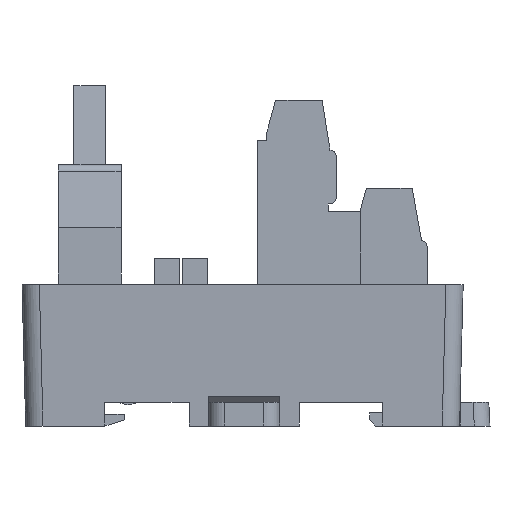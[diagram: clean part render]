
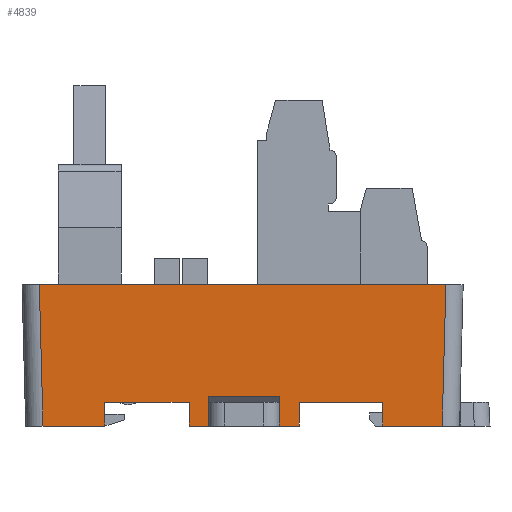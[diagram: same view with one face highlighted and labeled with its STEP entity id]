
A CAD part, left-side view. The second image highlights one B-rep face of the part: STEP entity #4839.
In plain terms, the highlighted planar face has unit normal (-1, 0, -0.026).
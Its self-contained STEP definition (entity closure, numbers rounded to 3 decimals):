
#3011=FACE_OUTER_BOUND('',#9176,.T.);
#4839=ADVANCED_FACE('',(#3011),#6735,.T.);
#6735=PLANE('',#37054);
#9176=EDGE_LOOP('',(#11870,#11871,#11872,#11873,#11874,#11875,#11876,#11877,
#11878,#11879,#11880,#11881,#11882,#11883,#11884,#11885));
#11870=ORIENTED_EDGE('',*,*,#24735,.T.);
#11871=ORIENTED_EDGE('',*,*,#24736,.T.);
#11872=ORIENTED_EDGE('',*,*,#24702,.T.);
#11873=ORIENTED_EDGE('',*,*,#24657,.F.);
#11874=ORIENTED_EDGE('',*,*,#24737,.F.);
#11875=ORIENTED_EDGE('',*,*,#24738,.F.);
#11876=ORIENTED_EDGE('',*,*,#24739,.F.);
#11877=ORIENTED_EDGE('',*,*,#24689,.T.);
#11878=ORIENTED_EDGE('',*,*,#24740,.F.);
#11879=ORIENTED_EDGE('',*,*,#24698,.T.);
#11880=ORIENTED_EDGE('',*,*,#24741,.F.);
#11881=ORIENTED_EDGE('',*,*,#24742,.T.);
#11882=ORIENTED_EDGE('',*,*,#24743,.F.);
#11883=ORIENTED_EDGE('',*,*,#24744,.T.);
#11884=ORIENTED_EDGE('',*,*,#24721,.T.);
#11885=ORIENTED_EDGE('',*,*,#24745,.T.);
#21366=VERTEX_POINT('',#49426);
#21367=VERTEX_POINT('',#49428);
#21398=VERTEX_POINT('',#49493);
#21399=VERTEX_POINT('',#49495);
#21407=VERTEX_POINT('',#49512);
#21408=VERTEX_POINT('',#49514);
#21410=VERTEX_POINT('',#49522);
#21425=VERTEX_POINT('',#49556);
#21426=VERTEX_POINT('',#49558);
#21436=VERTEX_POINT('',#49584);
#21437=VERTEX_POINT('',#49585);
#21438=VERTEX_POINT('',#49588);
#21439=VERTEX_POINT('',#49590);
#21440=VERTEX_POINT('',#49594);
#21441=VERTEX_POINT('',#49596);
#21442=VERTEX_POINT('',#49598);
#24657=EDGE_CURVE('',#21366,#21367,#29497,.T.);
#24689=EDGE_CURVE('',#21399,#21398,#29529,.T.);
#24698=EDGE_CURVE('',#21408,#21407,#29538,.T.);
#24702=EDGE_CURVE('',#21410,#21367,#29542,.T.);
#24721=EDGE_CURVE('',#21426,#21425,#29558,.T.);
#24735=EDGE_CURVE('',#21436,#21437,#29572,.T.);
#24736=EDGE_CURVE('',#21437,#21410,#29573,.T.);
#24737=EDGE_CURVE('',#21438,#21366,#29574,.T.);
#24738=EDGE_CURVE('',#21439,#21438,#29575,.T.);
#24739=EDGE_CURVE('',#21399,#21439,#29576,.T.);
#24740=EDGE_CURVE('',#21408,#21398,#29577,.T.);
#24741=EDGE_CURVE('',#21440,#21407,#29578,.T.);
#24742=EDGE_CURVE('',#21440,#21441,#29579,.T.);
#24743=EDGE_CURVE('',#21442,#21441,#29580,.T.);
#24744=EDGE_CURVE('',#21442,#21426,#29581,.T.);
#24745=EDGE_CURVE('',#21425,#21436,#29582,.T.);
#29497=LINE('',#49427,#33401);
#29529=LINE('',#49494,#33433);
#29538=LINE('',#49513,#33442);
#29542=LINE('',#49521,#33446);
#29558=LINE('',#49557,#33462);
#29572=LINE('',#49583,#33476);
#29573=LINE('',#49586,#33477);
#29574=LINE('',#49587,#33478);
#29575=LINE('',#49589,#33479);
#29576=LINE('',#49591,#33480);
#29577=LINE('',#49592,#33481);
#29578=LINE('',#49593,#33482);
#29579=LINE('',#49595,#33483);
#29580=LINE('',#49597,#33484);
#29581=LINE('',#49599,#33485);
#29582=LINE('',#49600,#33486);
#33401=VECTOR('',#39975,1.);
#33433=VECTOR('',#40013,1.);
#33442=VECTOR('',#40024,1.);
#33446=VECTOR('',#40032,1.);
#33462=VECTOR('',#40056,1.);
#33476=VECTOR('',#40074,1.);
#33477=VECTOR('',#40075,1.);
#33478=VECTOR('',#40076,1.);
#33479=VECTOR('',#40077,1.);
#33480=VECTOR('',#40078,1.);
#33481=VECTOR('',#40079,1.);
#33482=VECTOR('',#40080,1.);
#33483=VECTOR('',#40081,1.);
#33484=VECTOR('',#40082,1.);
#33485=VECTOR('',#40083,1.);
#33486=VECTOR('',#40084,1.);
#37054=AXIS2_PLACEMENT_3D('',#49601,#40085,#40086);
#39975=DIRECTION('',(0.026,0.,-1.));
#40013=DIRECTION('',(-0.026,0.,1.));
#40024=DIRECTION('',(0.026,0.,-1.));
#40032=DIRECTION('',(0.,-1.,0.));
#40056=DIRECTION('',(0.,-1.,0.));
#40074=DIRECTION('',(0.,1.,0.));
#40075=DIRECTION('',(0.026,-0.026,-0.999));
#40076=DIRECTION('',(0.,1.,0.));
#40077=DIRECTION('',(-0.026,0.,1.));
#40078=DIRECTION('',(0.,1.,0.));
#40079=DIRECTION('',(0.,1.,0.));
#40080=DIRECTION('',(0.,1.,0.));
#40081=DIRECTION('',(-0.026,0.,1.));
#40082=DIRECTION('',(0.,1.,0.));
#40083=DIRECTION('',(0.026,0.,-1.));
#40084=DIRECTION('',(-0.026,-0.026,0.999));
#40085=DIRECTION('',(-1.,0.,-0.026));
#40086=DIRECTION('',(-0.026,0.,1.));
#49426=CARTESIAN_POINT('',(-46.007,45.6,-15.));
#49427=CARTESIAN_POINT('',(-45.994,45.6,-15.49));
#49428=CARTESIAN_POINT('',(-45.929,45.6,-18.));
#49493=CARTESIAN_POINT('',(-46.026,32.4,-14.274));
#49494=CARTESIAN_POINT('',(-46.4,32.4,-0.003));
#49495=CARTESIAN_POINT('',(-45.929,32.4,-18.));
#49512=CARTESIAN_POINT('',(-45.929,23.3,-18.));
#49513=CARTESIAN_POINT('',(-46.4,23.3,-0.003));
#49514=CARTESIAN_POINT('',(-46.026,23.3,-14.274));
#49521=CARTESIAN_POINT('',(-45.929,28.35,-18.));
#49522=CARTESIAN_POINT('',(-45.929,53.429,-18.));
#49556=CARTESIAN_POINT('',(-45.929,2.671,-18.));
#49557=CARTESIAN_POINT('',(-45.929,27.85,-18.));
#49558=CARTESIAN_POINT('',(-45.929,10.2,-18.));
#49583=CARTESIAN_POINT('',(-46.4,28.35,0.));
#49584=CARTESIAN_POINT('',(-46.4,2.199,0.));
#49585=CARTESIAN_POINT('',(-46.4,53.901,0.));
#49586=CARTESIAN_POINT('',(-46.383,53.884,-0.66));
#49587=CARTESIAN_POINT('',(-46.007,27.85,-15.));
#49588=CARTESIAN_POINT('',(-46.007,34.85,-15.));
#49589=CARTESIAN_POINT('',(-46.4,34.85,-0.003));
#49590=CARTESIAN_POINT('',(-45.929,34.85,-18.));
#49591=CARTESIAN_POINT('',(-45.929,27.85,-18.));
#49592=CARTESIAN_POINT('',(-46.026,237.295,-14.274));
#49593=CARTESIAN_POINT('',(-45.929,27.85,-18.));
#49594=CARTESIAN_POINT('',(-45.929,20.85,-18.));
#49595=CARTESIAN_POINT('',(-45.917,20.85,-18.461));
#49596=CARTESIAN_POINT('',(-46.007,20.85,-15.));
#49597=CARTESIAN_POINT('',(-46.007,27.85,-15.));
#49598=CARTESIAN_POINT('',(-46.007,10.2,-15.));
#49599=CARTESIAN_POINT('',(-46.4,10.2,-0.003));
#49600=CARTESIAN_POINT('',(-46.383,2.217,-0.66));
#49601=CARTESIAN_POINT('',(-46.4,28.35,-0.003));
